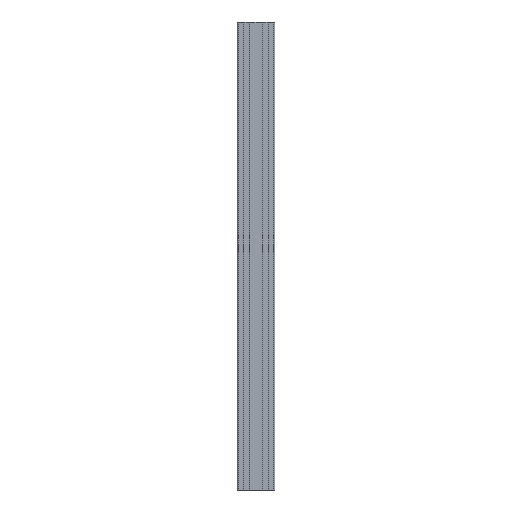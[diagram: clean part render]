
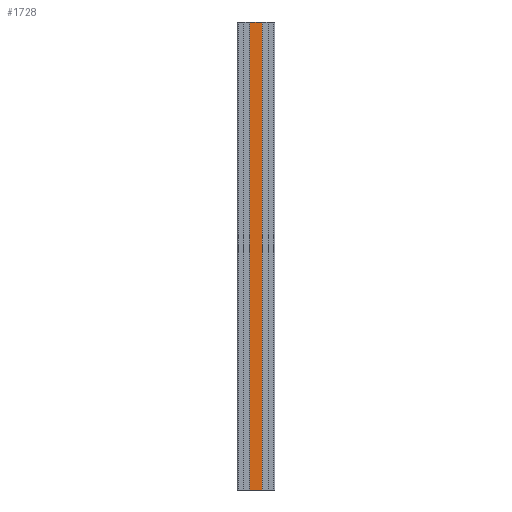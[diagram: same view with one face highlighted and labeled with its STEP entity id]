
A CAD part, left-side view. The second image highlights one B-rep face of the part: STEP entity #1728.
In plain terms, the highlighted planar face has unit normal (-1, 0, 0).
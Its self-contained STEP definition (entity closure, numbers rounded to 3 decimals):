
#70 = VECTOR ( 'NONE', #696, 1000. ) ;
#73 = LINE ( 'NONE', #605, #1465 ) ;
#112 = DIRECTION ( 'NONE',  ( 0., -1., 0. ) ) ;
#325 = EDGE_CURVE ( 'NONE', #550, #2466, #73, .T. ) ;
#379 = CARTESIAN_POINT ( 'NONE',  ( -10., 6.9, -250. ) ) ;
#427 = CARTESIAN_POINT ( 'NONE',  ( -10., 6.9, 250. ) ) ;
#438 = ORIENTED_EDGE ( 'NONE', *, *, #624, .T. ) ;
#485 = VECTOR ( 'NONE', #1859, 1000. ) ;
#550 = VERTEX_POINT ( 'NONE', #427 ) ;
#570 = PLANE ( 'NONE',  #3121 ) ;
#581 = DIRECTION ( 'NONE',  ( -1., 0., 0. ) ) ;
#605 = CARTESIAN_POINT ( 'NONE',  ( -10., 7., 250. ) ) ;
#621 = VERTEX_POINT ( 'NONE', #2151 ) ;
#624 = EDGE_CURVE ( 'NONE', #3123, #2466, #1431, .T. ) ;
#696 = DIRECTION ( 'NONE',  ( 0., -1., 0. ) ) ;
#973 = LINE ( 'NONE', #3184, #70 ) ;
#1431 = LINE ( 'NONE', #2098, #485 ) ;
#1465 = VECTOR ( 'NONE', #1816, 1000. ) ;
#1659 = VECTOR ( 'NONE', #3064, 1000. ) ;
#1728 = ADVANCED_FACE ( 'NONE', ( #2800 ), #570, .T. ) ;
#1816 = DIRECTION ( 'NONE',  ( 0., -1., 0. ) ) ;
#1859 = DIRECTION ( 'NONE',  ( 0., 0., 1. ) ) ;
#1997 = ORIENTED_EDGE ( 'NONE', *, *, #2203, .T. ) ;
#2092 = CARTESIAN_POINT ( 'NONE',  ( -10., -6.9, -250. ) ) ;
#2098 = CARTESIAN_POINT ( 'NONE',  ( -10., -6.9, -250. ) ) ;
#2151 = CARTESIAN_POINT ( 'NONE',  ( -10., 6.9, -250. ) ) ;
#2189 = EDGE_LOOP ( 'NONE', ( #2810, #438, #2225, #1997 ) ) ;
#2203 = EDGE_CURVE ( 'NONE', #550, #621, #2789, .T. ) ;
#2225 = ORIENTED_EDGE ( 'NONE', *, *, #325, .F. ) ;
#2466 = VERTEX_POINT ( 'NONE', #2743 ) ;
#2557 = CARTESIAN_POINT ( 'NONE',  ( -10., 7., -250. ) ) ;
#2743 = CARTESIAN_POINT ( 'NONE',  ( -10., -6.9, 250. ) ) ;
#2789 = LINE ( 'NONE', #379, #1659 ) ;
#2800 = FACE_OUTER_BOUND ( 'NONE', #2189, .T. ) ;
#2807 = EDGE_CURVE ( 'NONE', #621, #3123, #973, .T. ) ;
#2810 = ORIENTED_EDGE ( 'NONE', *, *, #2807, .T. ) ;
#3064 = DIRECTION ( 'NONE',  ( 0., 0., -1. ) ) ;
#3121 = AXIS2_PLACEMENT_3D ( 'NONE', #2557, #581, #112 ) ;
#3123 = VERTEX_POINT ( 'NONE', #2092 ) ;
#3184 = CARTESIAN_POINT ( 'NONE',  ( -10., 7., -250. ) ) ;
